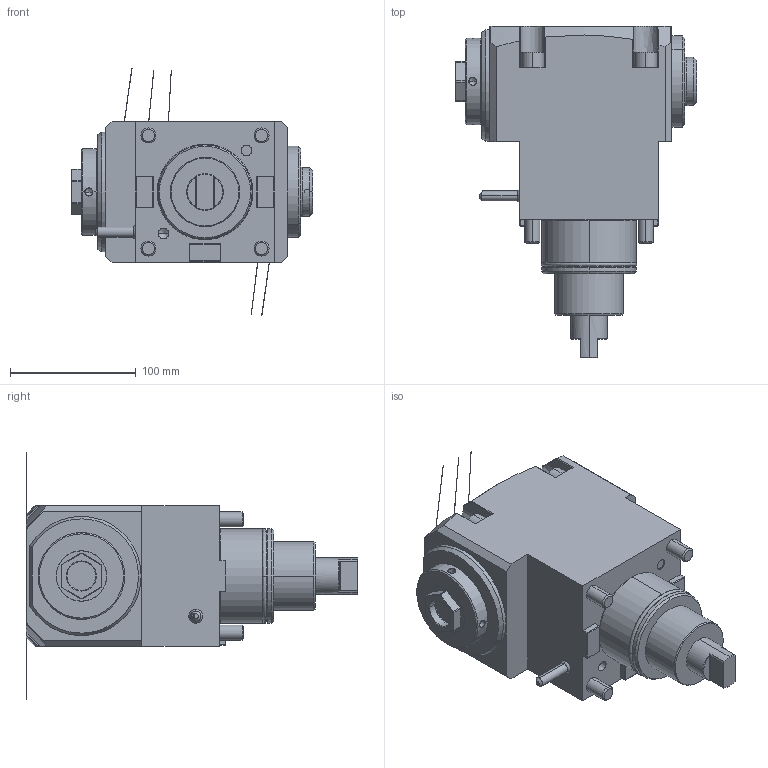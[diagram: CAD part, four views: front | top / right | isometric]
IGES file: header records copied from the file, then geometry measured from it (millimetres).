
Start section:  PTC IGES file: ngt2_75_205_32_3_3_110_do.igs
Global section: file name: ngt2_75_205_32_3_3_110_do.igs; native system: Pro/ENGINEER by Parametric Technology Corporation; preprocessor: 2010280; author: vali; organization: Unknown; date: 20241104.133112; units: millimetre
Bounding box: 192.3 x 264 x 195.93 mm (x, y, z)
Volume: 2634953.2 mm3; surface area: 148613.5 mm2
Topology: 2 solids, 2 shells, 299 faces, 748 edges, 470 vertices
Faces by surface type: bspline 171, revolution 128
